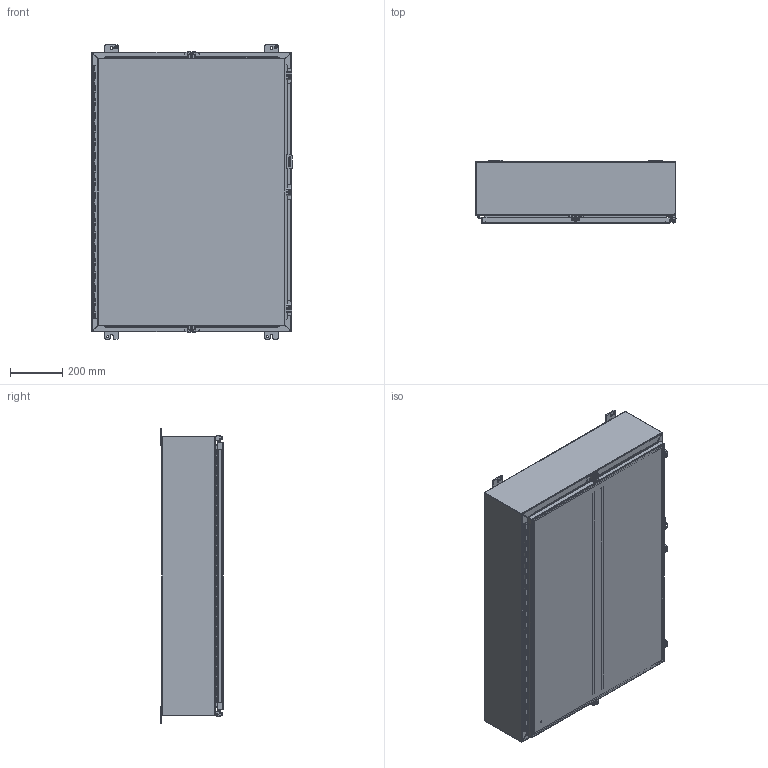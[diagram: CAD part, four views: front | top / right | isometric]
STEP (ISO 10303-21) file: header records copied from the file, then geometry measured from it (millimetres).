
FILE_DESCRIPTION (( 'STEP AP203' ), '1' );
FILE_NAME ('1418N4O8_Default.step', '2019-11-01T14:02:12', ( 'ADC123' ), ( 'Microsoft' ), 'SwSTEP 2.0', 'SolidWorks 2019', '' );
FILE_SCHEMA (( 'CONFIG_CONTROL_DESIGN' ));
Length unit declared in the file: inch
Products named in the file (1): 1418N4O8_Default
Bounding box: 765.2 x 239.7 x 1123.95 mm (x, y, z)
Volume: 7299262.4 mm3; surface area: 7501558.2 mm2
Topology: 53 solids, 54 shells, 1915 faces, 5039 edges, 3278 vertices
Faces by surface type: plane 1109, cylinder 695, bspline 88, cone 23
Entity records: 61732 total; most frequent: CARTESIAN_POINT 13820, ORIENTED_EDGE 10070, DIRECTION 9867, EDGE_CURVE 5035, VECTOR 3409, LINE 3409, VERTEX_POINT 3278, AXIS2_PLACEMENT_3D 3229
